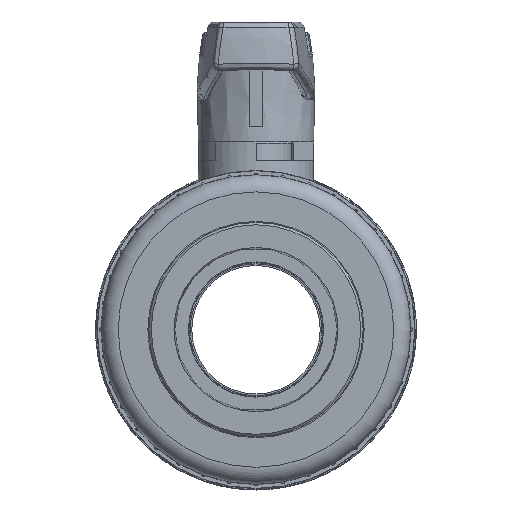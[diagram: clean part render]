
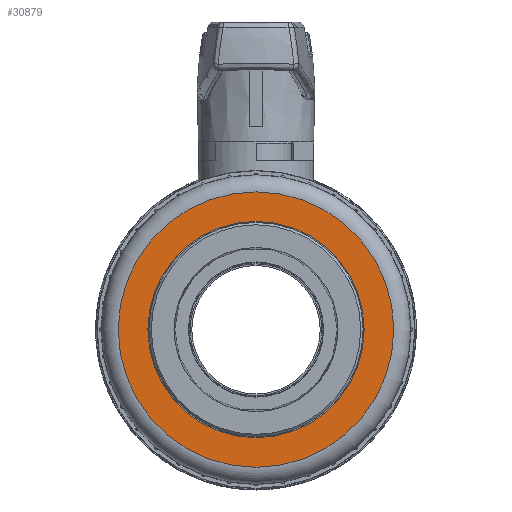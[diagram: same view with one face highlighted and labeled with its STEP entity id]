
A CAD part, left-side view. The second image highlights one B-rep face of the part: STEP entity #30879.
In plain terms, the highlighted face is planar.
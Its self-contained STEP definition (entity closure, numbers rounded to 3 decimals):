
#1158=FACE_BOUND('',#4954,.T.);
#1326=PLANE('',#32850);
#2178=CIRCLE('',#32851,34.556);
#2179=CIRCLE('',#32852,27.136);
#3133=FACE_OUTER_BOUND('',#4953,.T.);
#4953=EDGE_LOOP('',(#21126));
#4954=EDGE_LOOP('',(#21127));
#12936=VERTEX_POINT('',#46092);
#12937=VERTEX_POINT('',#46094);
#16200=EDGE_CURVE('',#12936,#12936,#2178,.T.);
#16201=EDGE_CURVE('',#12937,#12937,#2179,.T.);
#21126=ORIENTED_EDGE('',*,*,#16200,.T.);
#21127=ORIENTED_EDGE('',*,*,#16201,.T.);
#30879=ADVANCED_FACE('',(#3133,#1158),#1326,.F.);
#32850=AXIS2_PLACEMENT_3D('',#46091,#35705,#35706);
#32851=AXIS2_PLACEMENT_3D('',#46093,#35707,#35708);
#32852=AXIS2_PLACEMENT_3D('',#46095,#35709,#35710);
#35705=DIRECTION('center_axis',(-1.,0.,0.));
#35706=DIRECTION('ref_axis',(0.,1.,0.));
#35707=DIRECTION('center_axis',(1.,0.,0.));
#35708=DIRECTION('ref_axis',(0.,-1.,0.));
#35709=DIRECTION('center_axis',(-1.,0.,0.));
#35710=DIRECTION('ref_axis',(0.,0.,-1.));
#46091=CARTESIAN_POINT('Origin',(-426.316,-40.046,0.));
#46092=CARTESIAN_POINT('',(-426.316,-35.806,0.));
#46093=CARTESIAN_POINT('Origin',(-426.316,-1.25,0.));
#46094=CARTESIAN_POINT('',(-426.316,-1.25,-27.136));
#46095=CARTESIAN_POINT('Origin',(-426.316,-1.25,0.));
